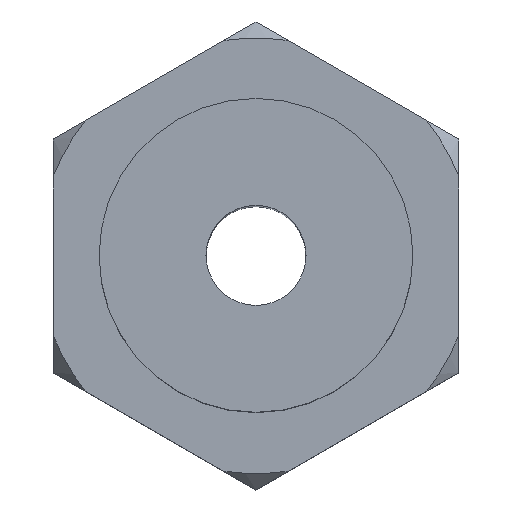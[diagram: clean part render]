
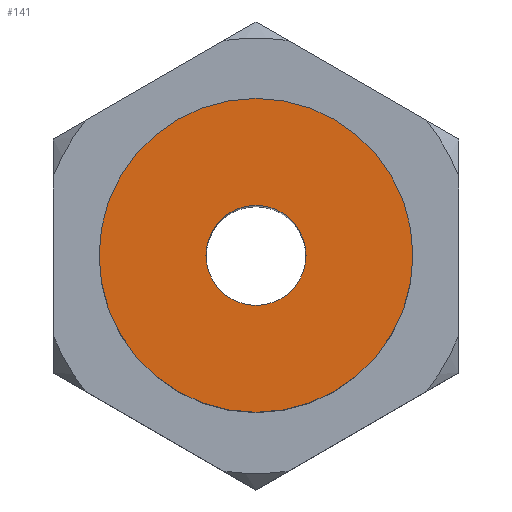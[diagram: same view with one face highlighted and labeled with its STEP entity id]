
A CAD part, top view. The second image highlights one B-rep face of the part: STEP entity #141.
In plain terms, the highlighted planar face has unit normal (0, 0, 1).
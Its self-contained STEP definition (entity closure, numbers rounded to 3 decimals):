
#141=ADVANCED_FACE('',(#182,#183),#170,.T.);
#170=PLANE('',#761);
#182=FACE_BOUND('',#203,.T.);
#183=FACE_BOUND('',#204,.T.);
#203=EDGE_LOOP('',(#340,#341));
#204=EDGE_LOOP('',(#342,#343));
#254=CIRCLE('',#756,1.55);
#255=CIRCLE('',#758,4.864);
#256=CIRCLE('',#759,4.864);
#257=CIRCLE('',#760,1.55);
#340=ORIENTED_EDGE('',*,*,#575,.T.);
#341=ORIENTED_EDGE('',*,*,#576,.F.);
#342=ORIENTED_EDGE('',*,*,#577,.F.);
#343=ORIENTED_EDGE('',*,*,#574,.F.);
#498=VERTEX_POINT('',#1087);
#499=VERTEX_POINT('',#1089);
#500=VERTEX_POINT('',#1093);
#501=VERTEX_POINT('',#1094);
#574=EDGE_CURVE('',#499,#498,#254,.T.);
#575=EDGE_CURVE('',#500,#501,#255,.T.);
#576=EDGE_CURVE('',#500,#501,#256,.T.);
#577=EDGE_CURVE('',#498,#499,#257,.T.);
#756=AXIS2_PLACEMENT_3D('',#1090,#896,#897);
#758=AXIS2_PLACEMENT_3D('',#1092,#900,#901);
#759=AXIS2_PLACEMENT_3D('',#1095,#902,#903);
#760=AXIS2_PLACEMENT_3D('',#1096,#904,#905);
#761=AXIS2_PLACEMENT_3D('',#1097,#906,#907);
#896=DIRECTION('',(0.,0.,1.));
#897=DIRECTION('',(1.,0.,0.));
#900=DIRECTION('',(0.,0.,1.));
#901=DIRECTION('',(0.,1.,0.));
#902=DIRECTION('',(0.,0.,-1.));
#903=DIRECTION('',(0.,1.,0.));
#904=DIRECTION('',(0.,0.,1.));
#905=DIRECTION('',(-1.,0.,0.));
#906=DIRECTION('',(0.,0.,1.));
#907=DIRECTION('',(0.,-1.,0.));
#1087=CARTESIAN_POINT('',(-1.55,0.,9.));
#1089=CARTESIAN_POINT('',(1.55,0.,9.));
#1090=CARTESIAN_POINT('',(0.,0.,9.));
#1092=CARTESIAN_POINT('',(0.,0.,9.));
#1093=CARTESIAN_POINT('',(0.,4.864,9.));
#1094=CARTESIAN_POINT('',(0.,-4.864,9.));
#1095=CARTESIAN_POINT('',(0.,0.,9.));
#1096=CARTESIAN_POINT('',(0.,0.,9.));
#1097=CARTESIAN_POINT('',(0.,0.,9.));
